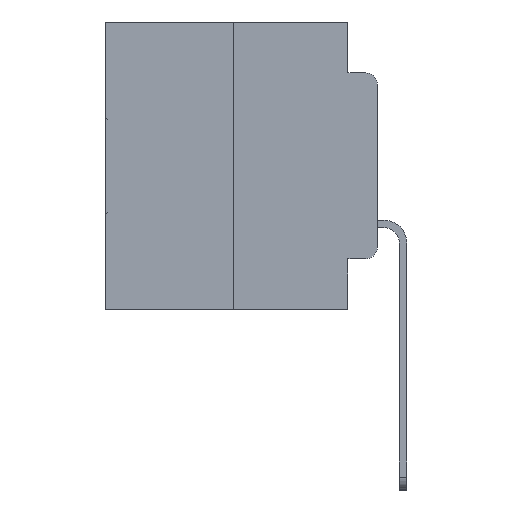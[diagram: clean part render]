
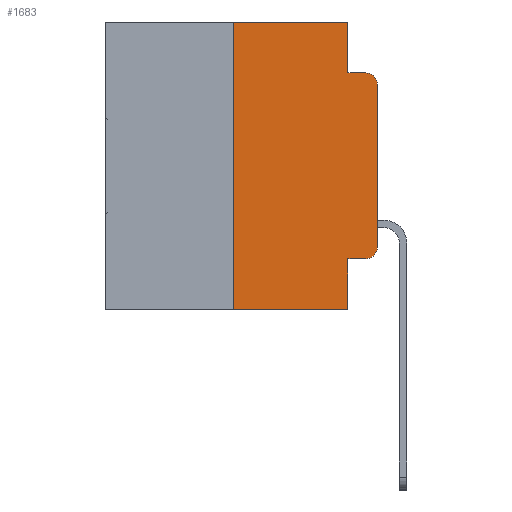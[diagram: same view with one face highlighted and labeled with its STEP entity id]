
A CAD part, left-side view. The second image highlights one B-rep face of the part: STEP entity #1683.
In plain terms, the highlighted planar face has unit normal (-1, 0, 0).
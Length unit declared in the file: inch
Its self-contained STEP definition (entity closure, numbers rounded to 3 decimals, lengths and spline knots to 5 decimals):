
#649 = CARTESIAN_POINT ( 'NONE',  ( 0., 0.051, 0. ) ) ;
#1683 = ADVANCED_FACE ( 'NONE', ( #12341 ), #24050, .F. ) ;
#2040 = VERTEX_POINT ( 'NONE', #649 ) ;
#2142 = EDGE_CURVE ( 'NONE', #17985, #22119, #3785, .T. ) ;
#2153 = VERTEX_POINT ( 'NONE', #13981 ) ;
#2466 = ORIENTED_EDGE ( 'NONE', *, *, #7351, .F. ) ;
#2482 = DIRECTION ( 'NONE',  ( 0., 0., -1. ) ) ;
#2749 = CIRCLE ( 'NONE', #27742, 0.02 ) ;
#3785 = LINE ( 'NONE', #9057, #28525 ) ;
#5015 = EDGE_CURVE ( 'NONE', #2153, #14622, #5403, .T. ) ;
#5398 = VECTOR ( 'NONE', #15004, 39.37008 ) ;
#5403 = LINE ( 'NONE', #10447, #23804 ) ;
#6192 = VERTEX_POINT ( 'NONE', #8604 ) ;
#6345 = LINE ( 'NONE', #28582, #18500 ) ;
#6363 = VERTEX_POINT ( 'NONE', #30439 ) ;
#6690 = VECTOR ( 'NONE', #7152, 39.37008 ) ;
#6962 = ORIENTED_EDGE ( 'NONE', *, *, #2142, .T. ) ;
#7152 = DIRECTION ( 'NONE',  ( 0., 0., 1. ) ) ;
#7164 = ORIENTED_EDGE ( 'NONE', *, *, #13223, .T. ) ;
#7351 = EDGE_CURVE ( 'NONE', #17985, #6192, #14193, .T. ) ;
#7659 = CARTESIAN_POINT ( 'NONE',  ( 0., 0., -0.3915 ) ) ;
#7951 = DIRECTION ( 'NONE',  ( 0., -1., 0. ) ) ;
#8524 = CARTESIAN_POINT ( 'NONE',  ( 0., 0.02, -0.4115 ) ) ;
#8604 = CARTESIAN_POINT ( 'NONE',  ( 0., 0.051, -0.5 ) ) ;
#9057 = CARTESIAN_POINT ( 'NONE',  ( 0., 0.051, -0.4115 ) ) ;
#9226 = ORIENTED_EDGE ( 'NONE', *, *, #27013, .T. ) ;
#10447 = CARTESIAN_POINT ( 'NONE',  ( 0., 0.051, -0.0885 ) ) ;
#10505 = ORIENTED_EDGE ( 'NONE', *, *, #28004, .F. ) ;
#11088 = CARTESIAN_POINT ( 'NONE',  ( 0., 0.02, -0.3915 ) ) ;
#11404 = EDGE_CURVE ( 'NONE', #11410, #2040, #30144, .T. ) ;
#11410 = VERTEX_POINT ( 'NONE', #20702 ) ;
#11751 = EDGE_CURVE ( 'NONE', #13470, #14622, #2749, .T. ) ;
#12341 = FACE_OUTER_BOUND ( 'NONE', #28897, .T. ) ;
#12519 = DIRECTION ( 'NONE',  ( 1., 0., 0. ) ) ;
#12584 = CARTESIAN_POINT ( 'NONE',  ( 0., 0.473, -0.5 ) ) ;
#13072 = DIRECTION ( 'NONE',  ( 0., 0., -1. ) ) ;
#13223 = EDGE_CURVE ( 'NONE', #6363, #6192, #24526, .T. ) ;
#13470 = VERTEX_POINT ( 'NONE', #18462 ) ;
#13560 = ORIENTED_EDGE ( 'NONE', *, *, #11751, .T. ) ;
#13589 = DIRECTION ( 'NONE',  ( 0., 0., -1. ) ) ;
#13755 = ORIENTED_EDGE ( 'NONE', *, *, #11404, .F. ) ;
#13965 = ORIENTED_EDGE ( 'NONE', *, *, #18702, .F. ) ;
#13981 = CARTESIAN_POINT ( 'NONE',  ( 0., 0.051, -0.0885 ) ) ;
#14193 = LINE ( 'NONE', #20132, #18938 ) ;
#14310 = AXIS2_PLACEMENT_3D ( 'NONE', #11088, #27495, #13589 ) ;
#14622 = VERTEX_POINT ( 'NONE', #26275 ) ;
#15004 = DIRECTION ( 'NONE',  ( 0., -1., 0. ) ) ;
#16028 = CARTESIAN_POINT ( 'NONE',  ( 0., 0.473, 0. ) ) ;
#16307 = LINE ( 'NONE', #26608, #27901 ) ;
#16880 = CARTESIAN_POINT ( 'NONE',  ( 0., 0.25, 0. ) ) ;
#17032 = DIRECTION ( 'NONE',  ( 0., 0., -1. ) ) ;
#17362 = DIRECTION ( 'NONE',  ( -1., 0., 0. ) ) ;
#17868 = VECTOR ( 'NONE', #18396, 39.37008 ) ;
#17985 = VERTEX_POINT ( 'NONE', #26199 ) ;
#18119 = EDGE_CURVE ( 'NONE', #23298, #13470, #16307, .T. ) ;
#18396 = DIRECTION ( 'NONE',  ( 0., -1., 0. ) ) ;
#18462 = CARTESIAN_POINT ( 'NONE',  ( 0., 0., -0.1085 ) ) ;
#18500 = VECTOR ( 'NONE', #17032, 39.37008 ) ;
#18702 = EDGE_CURVE ( 'NONE', #6363, #11410, #19554, .T. ) ;
#18938 = VECTOR ( 'NONE', #13072, 39.37008 ) ;
#19554 = LINE ( 'NONE', #16880, #6690 ) ;
#20132 = CARTESIAN_POINT ( 'NONE',  ( 0., 0.051, 0. ) ) ;
#20702 = CARTESIAN_POINT ( 'NONE',  ( 0., 0.25, 0. ) ) ;
#21013 = ORIENTED_EDGE ( 'NONE', *, *, #5015, .F. ) ;
#21764 = AXIS2_PLACEMENT_3D ( 'NONE', #24164, #12519, #28817 ) ;
#22119 = VERTEX_POINT ( 'NONE', #8524 ) ;
#23298 = VERTEX_POINT ( 'NONE', #7659 ) ;
#23804 = VECTOR ( 'NONE', #7951, 39.37008 ) ;
#24050 = PLANE ( 'NONE',  #21764 ) ;
#24164 = CARTESIAN_POINT ( 'NONE',  ( 0., 0.473, 0. ) ) ;
#24526 = LINE ( 'NONE', #12584, #5398 ) ;
#25414 = CIRCLE ( 'NONE', #14310, 0.02 ) ;
#25533 = DIRECTION ( 'NONE',  ( 0., -1., 0. ) ) ;
#26199 = CARTESIAN_POINT ( 'NONE',  ( 0., 0.051, -0.4115 ) ) ;
#26275 = CARTESIAN_POINT ( 'NONE',  ( 0., 0.02, -0.0885 ) ) ;
#26608 = CARTESIAN_POINT ( 'NONE',  ( 0., 0., 0. ) ) ;
#27013 = EDGE_CURVE ( 'NONE', #22119, #23298, #25414, .T. ) ;
#27495 = DIRECTION ( 'NONE',  ( -1., 0., 0. ) ) ;
#27742 = AXIS2_PLACEMENT_3D ( 'NONE', #31153, #17362, #2482 ) ;
#27901 = VECTOR ( 'NONE', #29049, 39.37008 ) ;
#28004 = EDGE_CURVE ( 'NONE', #2040, #2153, #6345, .T. ) ;
#28142 = ORIENTED_EDGE ( 'NONE', *, *, #18119, .T. ) ;
#28525 = VECTOR ( 'NONE', #25533, 39.37008 ) ;
#28582 = CARTESIAN_POINT ( 'NONE',  ( 0., 0.051, 0. ) ) ;
#28817 = DIRECTION ( 'NONE',  ( 0., 0., -1. ) ) ;
#28897 = EDGE_LOOP ( 'NONE', ( #28142, #13560, #21013, #10505, #13755, #13965, #7164, #2466, #6962, #9226 ) ) ;
#29049 = DIRECTION ( 'NONE',  ( 0., 0., 1. ) ) ;
#30144 = LINE ( 'NONE', #16028, #17868 ) ;
#30439 = CARTESIAN_POINT ( 'NONE',  ( 0., 0.25, -0.5 ) ) ;
#31153 = CARTESIAN_POINT ( 'NONE',  ( 0., 0.02, -0.1085 ) ) ;
